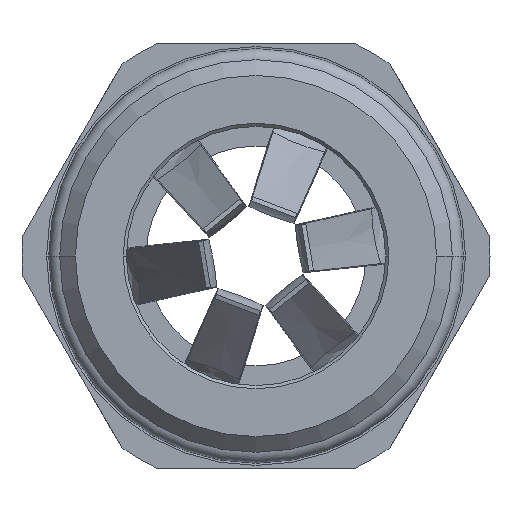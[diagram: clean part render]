
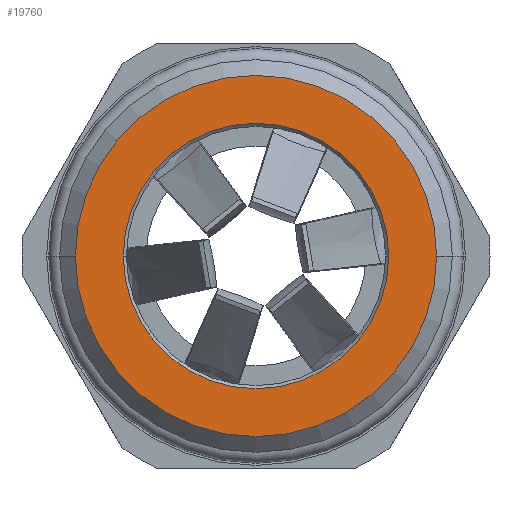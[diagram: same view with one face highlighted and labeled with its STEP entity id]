
A CAD part, front view. The second image highlights one B-rep face of the part: STEP entity #19760.
In plain terms, the highlighted planar face has unit normal (0, -1, 0).
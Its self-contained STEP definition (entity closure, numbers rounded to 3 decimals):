
#18969=CARTESIAN_POINT('',(0.,-9.5,0.));
#18970=DIRECTION('',(0.,1.,0.));
#18971=DIRECTION('',(1.,0.,0.));
#18972=AXIS2_PLACEMENT_3D('',#18969,#18970,#18971);
#18974=CARTESIAN_POINT('',(0.,-9.5,0.));
#18975=DIRECTION('',(0.,1.,0.));
#18976=DIRECTION('',(-1.,0.,0.));
#18977=AXIS2_PLACEMENT_3D('',#18974,#18975,#18976);
#18979=CARTESIAN_POINT('',(0.,-9.5,0.));
#18980=DIRECTION('',(0.,-1.,0.));
#18981=DIRECTION('',(-1.,0.,0.));
#18982=AXIS2_PLACEMENT_3D('',#18979,#18980,#18981);
#18984=CARTESIAN_POINT('',(0.,-9.5,0.));
#18985=DIRECTION('',(0.,-1.,0.));
#18986=DIRECTION('',(1.,0.,0.));
#18987=AXIS2_PLACEMENT_3D('',#18984,#18985,#18986);
#19376=CARTESIAN_POINT('',(8.45,-9.5,0.));
#19377=VERTEX_POINT('',#19376);
#19378=CARTESIAN_POINT('',(-8.45,-9.5,0.));
#19379=VERTEX_POINT('',#19378);
#19380=CARTESIAN_POINT('',(11.5,-9.5,0.));
#19381=CARTESIAN_POINT('',(-11.5,-9.5,0.));
#19382=VERTEX_POINT('',#19380);
#19383=VERTEX_POINT('',#19381);
#19745=CARTESIAN_POINT('',(0.,-9.5,0.));
#19746=DIRECTION('',(0.,1.,0.));
#19747=DIRECTION('',(1.,0.,0.));
#19748=AXIS2_PLACEMENT_3D('',#19745,#19746,#19747);
#19749=PLANE('',#19748);
#19751=ORIENTED_EDGE('',*,*,#19750,.T.);
#19753=ORIENTED_EDGE('',*,*,#19752,.T.);
#19754=EDGE_LOOP('',(#19751,#19753));
#19755=FACE_OUTER_BOUND('',#19754,.F.);
#19756=ORIENTED_EDGE('',*,*,#19724,.T.);
#19757=ORIENTED_EDGE('',*,*,#19737,.T.);
#19758=EDGE_LOOP('',(#19756,#19757));
#19759=FACE_BOUND('',#19758,.F.);
#19760=ADVANCED_FACE('',(#19755,#19759),#19749,.F.);
#18973=CIRCLE('',#18972,11.5);
#18978=CIRCLE('',#18977,11.5);
#18983=CIRCLE('',#18982,8.45);
#18988=CIRCLE('',#18987,8.45);
#19724=EDGE_CURVE('',#19379,#19377,#18983,.T.);
#19737=EDGE_CURVE('',#19377,#19379,#18988,.T.);
#19750=EDGE_CURVE('',#19382,#19383,#18973,.T.);
#19752=EDGE_CURVE('',#19383,#19382,#18978,.T.);
